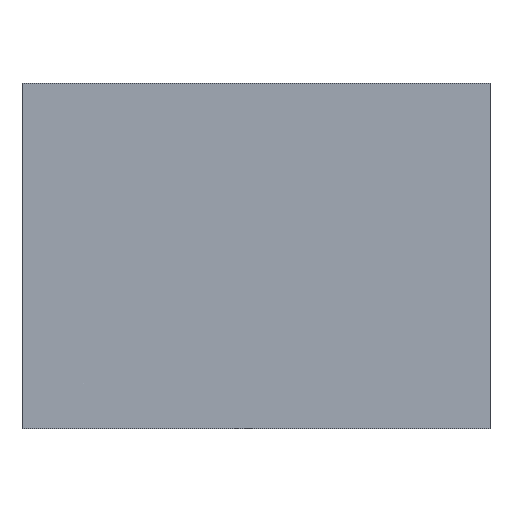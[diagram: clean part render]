
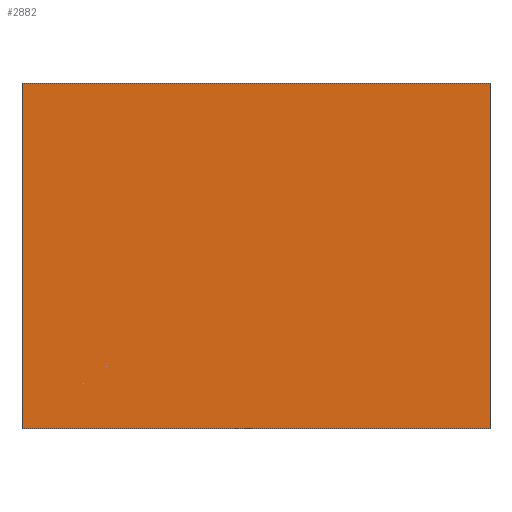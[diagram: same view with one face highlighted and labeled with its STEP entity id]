
A CAD part, front view. The second image highlights one B-rep face of the part: STEP entity #2882.
In plain terms, the highlighted planar face has unit normal (0, -1, 0).
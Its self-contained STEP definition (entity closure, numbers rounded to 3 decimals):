
#581=ORIENTED_EDGE('',*,*,#1347,.T.);
#582=ORIENTED_EDGE('',*,*,#1339,.F.);
#583=ORIENTED_EDGE('',*,*,#1343,.F.);
#584=ORIENTED_EDGE('',*,*,#1220,.T.);
#1220=EDGE_CURVE('',#1616,#1615,#1851,.T.);
#1339=EDGE_CURVE('',#1708,#1709,#1910,.T.);
#1343=EDGE_CURVE('',#1616,#1708,#1913,.T.);
#1347=EDGE_CURVE('',#1615,#1709,#1915,.T.);
#1615=VERTEX_POINT('',#4549);
#1616=VERTEX_POINT('',#4551);
#1708=VERTEX_POINT('',#4842);
#1709=VERTEX_POINT('',#4844);
#1851=LINE('',#4550,#2067);
#1910=LINE('',#4843,#2126);
#1913=LINE('',#4850,#2129);
#1915=LINE('',#4857,#2131);
#2067=VECTOR('',#3547,1000.);
#2126=VECTOR('',#3740,1000.);
#2129=VECTOR('',#3747,1000.);
#2131=VECTOR('',#3755,1000.);
#2308=EDGE_LOOP('',(#581,#582,#583,#584));
#2554=FACE_BOUND('',#2308,.T.);
#2765=PLANE('',#3174);
#2882=ADVANCED_FACE('',(#2554),#2765,.F.);
#3174=AXIS2_PLACEMENT_3D('',#4860,#3758,#3759);
#3547=DIRECTION('',(0.,0.,-1.));
#3740=DIRECTION('',(0.,0.,-1.));
#3747=DIRECTION('',(1.,0.,0.));
#3755=DIRECTION('',(1.,0.,0.));
#3758=DIRECTION('',(0.,1.,0.));
#3759=DIRECTION('',(0.,0.,1.));
#4549=CARTESIAN_POINT('',(-46.,0.,-34.));
#4550=CARTESIAN_POINT('',(-46.,0.,34.));
#4551=CARTESIAN_POINT('',(-46.,0.,34.));
#4842=CARTESIAN_POINT('',(46.,0.,34.));
#4843=CARTESIAN_POINT('',(46.,0.,34.));
#4844=CARTESIAN_POINT('',(46.,0.,-34.));
#4850=CARTESIAN_POINT('',(-46.,0.,34.));
#4857=CARTESIAN_POINT('',(-46.,0.,-34.));
#4860=CARTESIAN_POINT('',(-46.,0.,34.));
